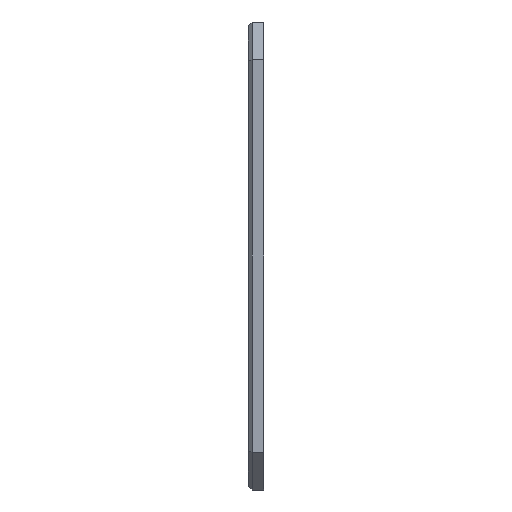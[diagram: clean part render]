
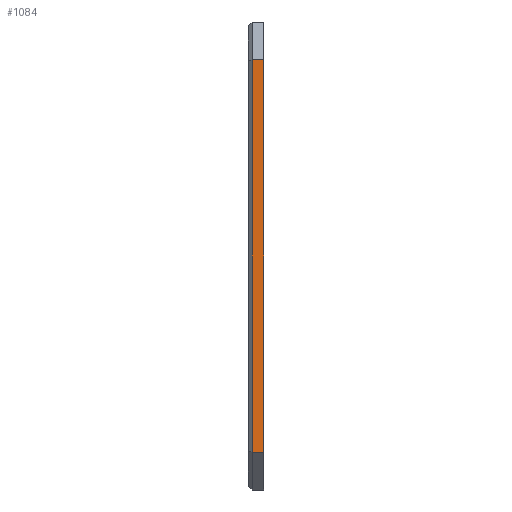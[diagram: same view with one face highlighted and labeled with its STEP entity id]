
A CAD part, left-side view. The second image highlights one B-rep face of the part: STEP entity #1084.
In plain terms, the highlighted planar face has unit normal (-1, 0, 0).
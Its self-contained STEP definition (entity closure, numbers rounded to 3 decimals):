
#124=FACE_OUTER_BOUND('',#200,.T.);
#200=EDGE_LOOP('',(#963,#964,#965,#966));
#246=LINE('',#1563,#370);
#254=LINE('',#1578,#378);
#302=LINE('',#1699,#426);
#324=LINE('',#1761,#448);
#370=VECTOR('',#1260,10.);
#378=VECTOR('',#1274,10.);
#426=VECTOR('',#1388,10.);
#448=VECTOR('',#1454,10.);
#482=VERTEX_POINT('',#1555);
#484=VERTEX_POINT('',#1561);
#488=VERTEX_POINT('',#1576);
#528=VERTEX_POINT('',#1697);
#588=EDGE_CURVE('',#484,#482,#246,.T.);
#596=EDGE_CURVE('',#488,#484,#254,.T.);
#656=EDGE_CURVE('',#528,#488,#302,.T.);
#688=EDGE_CURVE('',#528,#482,#324,.T.);
#963=ORIENTED_EDGE('',*,*,#588,.F.);
#964=ORIENTED_EDGE('',*,*,#596,.F.);
#965=ORIENTED_EDGE('',*,*,#656,.F.);
#966=ORIENTED_EDGE('',*,*,#688,.T.);
#1026=PLANE('',#1180);
#1084=ADVANCED_FACE('',(#124),#1026,.T.);
#1180=AXIS2_PLACEMENT_3D('',#1765,#1459,#1460);
#1260=DIRECTION('',(0.,0.,1.));
#1274=DIRECTION('',(0.,1.,0.));
#1388=DIRECTION('',(0.,0.,-1.));
#1454=DIRECTION('',(0.,1.,0.));
#1459=DIRECTION('center_axis',(-1.,0.,0.));
#1460=DIRECTION('ref_axis',(0.,0.,
-1.));
#1555=CARTESIAN_POINT('',(89.5,-63.602,771.75));
#1561=CARTESIAN_POINT('',(89.5,-63.602,667.75));
#1563=CARTESIAN_POINT('',(89.5,-63.602,750.75));
#1576=CARTESIAN_POINT('',(89.5,-66.602,667.75));
#1578=CARTESIAN_POINT('',(89.5,-64.602,667.75));
#1697=CARTESIAN_POINT('',(89.5,-66.602,771.75));
#1699=CARTESIAN_POINT('',(89.5,-66.602,781.75));
#1761=CARTESIAN_POINT('',(89.5,-64.602,771.75));
#1765=CARTESIAN_POINT('Origin',(89.5,-64.602,781.75));
